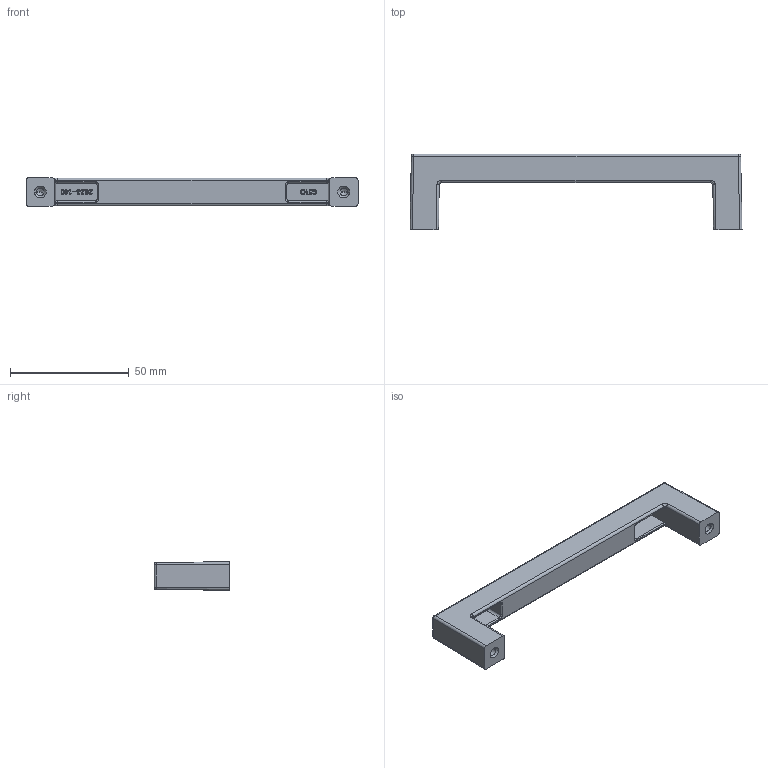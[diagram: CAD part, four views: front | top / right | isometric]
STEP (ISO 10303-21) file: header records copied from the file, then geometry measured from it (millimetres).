
FILE_DESCRIPTION(('Creo Elements/Direct Modeling STEP Export'),'2;1');
FILE_NAME('2623-140.stp','2023-08-21T 8:08:18',(''),(''),'Creo Elements/Direct Modeling STEP processor for AP214 (Solid Model)','Creo Elements/Direct Modeling 20.0 12-Nov-2016 (C) Parametric Technology GmbH','');
FILE_SCHEMA(('AUTOMOTIVE_DESIGN { 1 0 10303 214 1 1 1 1 }'));
Length unit declared in the file: millimetre
Products named in the file (1): ZN-12139
Bounding box: 140 x 32 x 12 mm (x, y, z)
Volume: 21925.6 mm3; surface area: 9669.8 mm2
Topology: 1 solids, 1 shells, 611 faces, 1734 edges, 1138 vertices
Faces by surface type: plane 551, cylinder 30, bspline 18, cone 8, sphere 4
Entity records: 21663 total; most frequent: CARTESIAN_POINT 6013, ORIENTED_EDGE 3452, DIRECTION 2872, EDGE_CURVE 1726, VECTOR 1622, LINE 1622, VERTEX_POINT 1138, EDGE_LOOP 632
